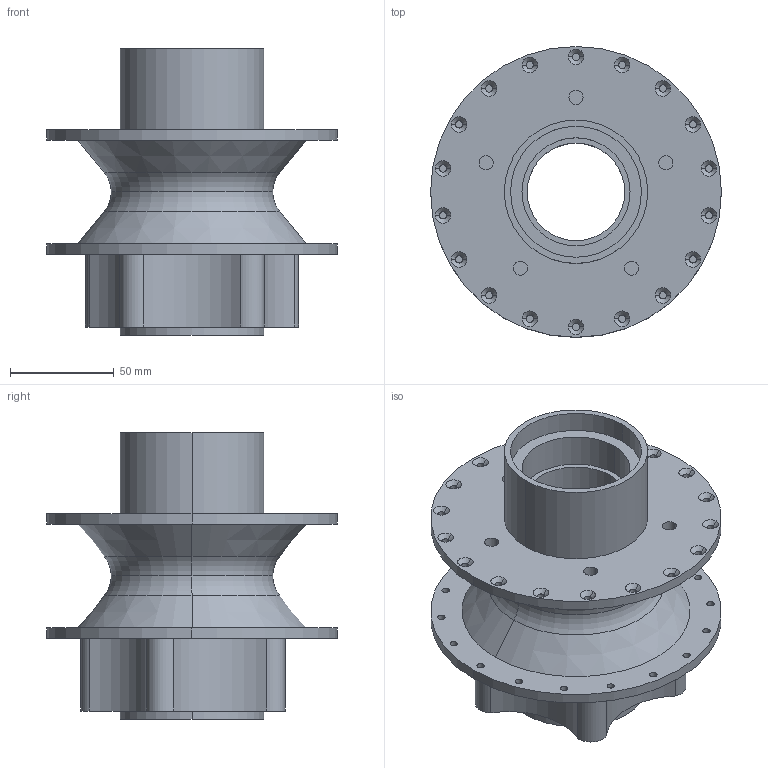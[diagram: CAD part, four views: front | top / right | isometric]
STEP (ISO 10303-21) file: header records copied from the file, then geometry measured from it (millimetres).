
FILE_DESCRIPTION (( 'STEP AP214' ), '1' );
FILE_NAME ('MOYEUX COMPLET GSXR RAYON.STEP', '2020-04-15T22:15:50', ( '' ), ( '' ), 'SwSTEP 2.0', 'SolidWorks 2018', '' );
FILE_SCHEMA (( 'AUTOMOTIVE_DESIGN' ));
Length unit declared in the file: millimetre
Products named in the file (1): MOYEUX COMPLET GSXR RAYON
Bounding box: 140 x 140 x 138 mm (x, y, z)
Volume: 551064.6 mm3; surface area: 109520.1 mm2
Topology: 1 solids, 1 shells, 224 faces, 531 edges, 328 vertices
Faces by surface type: cylinder 123, cone 76, plane 21, torus 4
Entity records: 6725 total; most frequent: DIRECTION 1313, CARTESIAN_POINT 1084, ORIENTED_EDGE 1062, AXIS2_PLACEMENT_3D 557, EDGE_CURVE 531, CIRCLE 332, VERTEX_POINT 328, EDGE_LOOP 317
